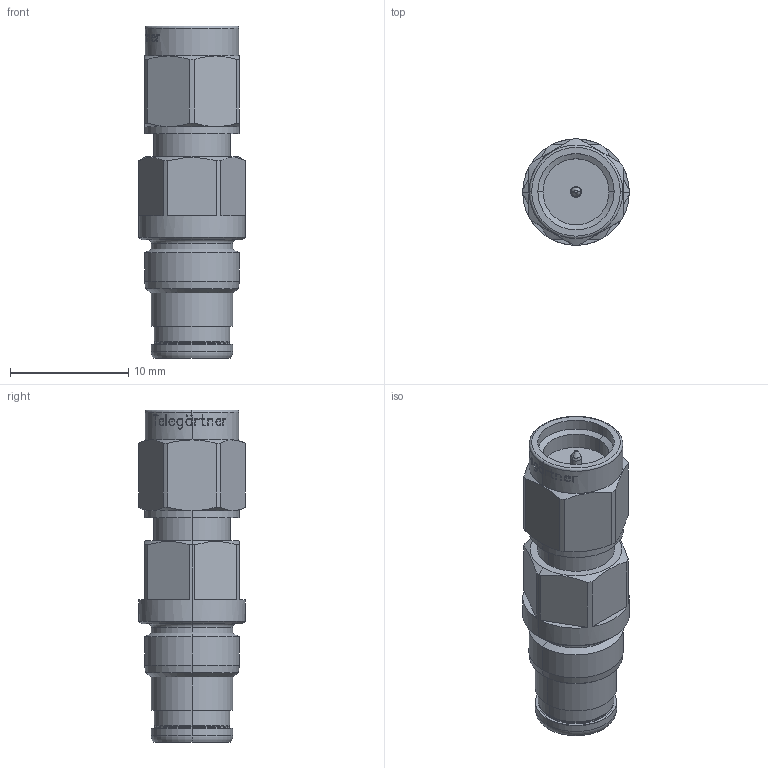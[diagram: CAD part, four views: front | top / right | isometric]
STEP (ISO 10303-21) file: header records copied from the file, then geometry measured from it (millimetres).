
FILE_DESCRIPTION (( 'STEP AP214' ), '1' );
FILE_NAME ('J01483A0001.STEP', '2020-04-01T07:23:17', ( '' ), ( '' ), 'SwSTEP 2.0', 'SolidWorks 2018', '' );
FILE_SCHEMA (( 'AUTOMOTIVE_DESIGN' ));
Length unit declared in the file: millimetre
Products named in the file (1): J01483A0001
Bounding box: 9 x 9 x 28.05 mm (x, y, z)
Volume: 1183.6 mm3; surface area: 1042.3 mm2
Topology: 1 solids, 1 shells, 580 faces, 1570 edges, 1026 vertices
Faces by surface type: bspline 253, plane 138, cylinder 83, cone 60, torus 46
Entity records: 26291 total; most frequent: CARTESIAN_POINT 7785, ORIENTED_EDGE 3140, EDGE_CURVE 1570, DIRECTION 1543, VERTEX_POINT 1026, B_SPLINE_CURVE_WITH_KNOTS 945, AXIS2_PLACEMENT_3D 630, EDGE_LOOP 614
